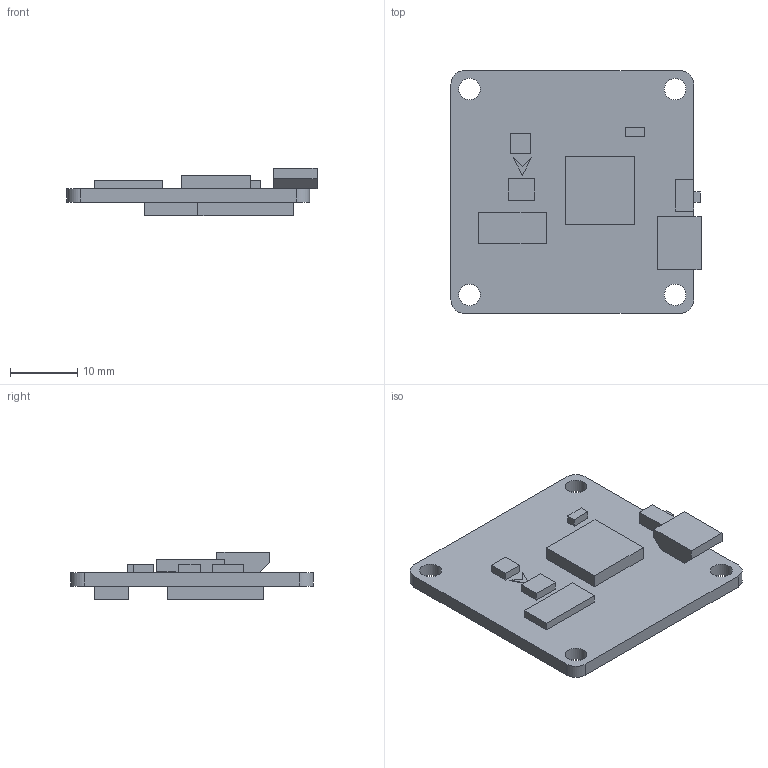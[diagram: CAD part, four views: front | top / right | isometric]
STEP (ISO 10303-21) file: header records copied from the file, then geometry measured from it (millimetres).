
FILE_DESCRIPTION(('STEP AP203'), '1');
FILE_NAME('MATEK F405-STD', '', ('UNSPECIFIED'), ('UNSPECIFIED'), 'ASCON STEP Converter 1.6', 'ASCON Math Kernel', '');
FILE_SCHEMA(('CONFIG_CONTROL_DESIGN'));
Length unit declared in the file: millimetre
Bounding box: 37.09 x 36 x 7 mm (x, y, z)
Volume: 3516.1 mm3; surface area: 3408.2 mm2
Topology: 2 solids, 2 shells, 72 faces, 178 edges, 118 vertices
Faces by surface type: plane 64, cylinder 8
Full cylindrical faces by diameter (mm): 3.2 x4
Entity records: 2720 total; most frequent: CARTESIAN_POINT 365, ORIENTED_EDGE 348, DIRECTION 336, EDGE_CURVE 174, LINE 158, VECTOR 158, VERTEX_POINT 118, EDGE_LOOP 92
